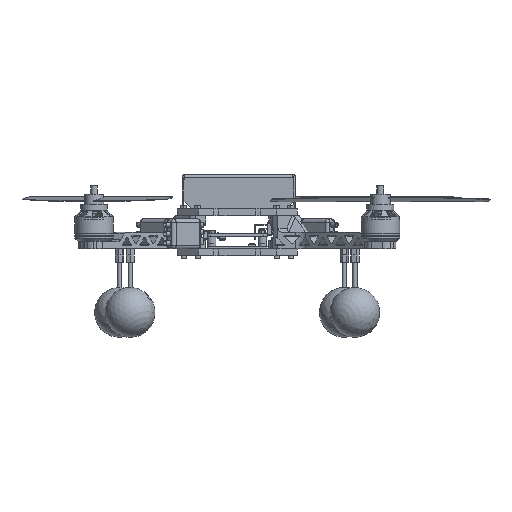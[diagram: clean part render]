
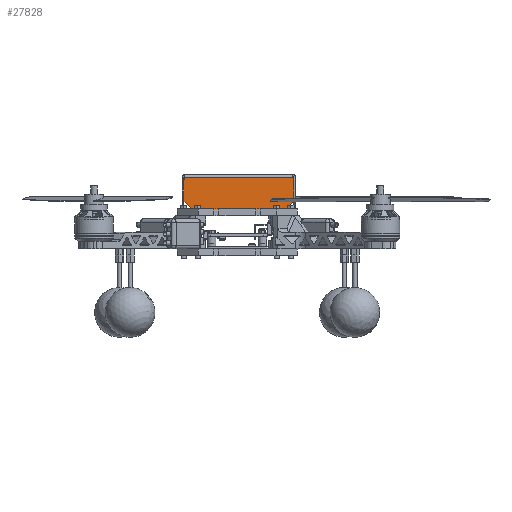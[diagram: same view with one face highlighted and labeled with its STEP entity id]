
A CAD part, front view. The second image highlights one B-rep face of the part: STEP entity #27828.
In plain terms, the highlighted face is planar.
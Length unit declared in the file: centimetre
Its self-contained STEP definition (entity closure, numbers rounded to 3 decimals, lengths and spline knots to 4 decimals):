
#145=B_SPLINE_CURVE_WITH_KNOTS('',3,(#43180,#43181,#43182,#43183,#43184,
#43185),.UNSPECIFIED.,.F.,.U.,(4,2,4),(0.,0.1118,0.2236),
 .UNSPECIFIED.);
#148=B_SPLINE_CURVE_WITH_KNOTS('',3,(#43212,#43213,#43214,#43215,#43216,
#43217),.UNSPECIFIED.,.F.,.U.,(4,2,4),(0.,0.1118,0.2236),
 .UNSPECIFIED.);
#4145=PLANE('',#29662);
#6659=VECTOR('',#35130,1.);
#6662=VECTOR('',#35134,1.);
#6663=VECTOR('',#35135,1.);
#6664=VECTOR('',#35136,1.);
#6665=VECTOR('',#35137,1.);
#6666=VECTOR('',#35138,1.);
#9197=LINE('',#43204,#6659);
#9200=LINE('',#43210,#6662);
#9201=LINE('',#43219,#6663);
#9202=LINE('',#43221,#6664);
#9203=LINE('',#43223,#6665);
#9204=LINE('',#43225,#6666);
#11565=VERTEX_POINT('',#43186);
#11566=VERTEX_POINT('',#43187);
#11569=VERTEX_POINT('',#43205);
#11571=VERTEX_POINT('',#43211);
#11572=VERTEX_POINT('',#43218);
#11573=VERTEX_POINT('',#43220);
#11574=VERTEX_POINT('',#43222);
#11575=VERTEX_POINT('',#43224);
#15763=EDGE_CURVE('',#11565,#11566,#145,.T.);
#15767=EDGE_CURVE('',#11566,#11569,#9197,.T.);
#15770=EDGE_CURVE('',#11571,#11565,#9200,.T.);
#15771=EDGE_CURVE('',#11572,#11571,#148,.T.);
#15772=EDGE_CURVE('',#11573,#11572,#9201,.T.);
#15773=EDGE_CURVE('',#11574,#11573,#9202,.T.);
#15774=EDGE_CURVE('',#11574,#11575,#9203,.T.);
#15775=EDGE_CURVE('',#11569,#11575,#9204,.T.);
#22826=ORIENTED_EDGE('',*,*,#15763,.F.);
#22827=ORIENTED_EDGE('',*,*,#15770,.F.);
#22828=ORIENTED_EDGE('',*,*,#15771,.F.);
#22829=ORIENTED_EDGE('',*,*,#15772,.F.);
#22830=ORIENTED_EDGE('',*,*,#15773,.F.);
#22831=ORIENTED_EDGE('',*,*,#15774,.T.);
#22832=ORIENTED_EDGE('',*,*,#15775,.F.);
#22833=ORIENTED_EDGE('',*,*,#15767,.F.);
#24685=EDGE_LOOP('',(#22826,#22827,#22828,#22829,#22830,#22831,#22832,#22833));
#26402=FACE_BOUND('',#24685,.T.);
#27828=ADVANCED_FACE('',(#26402),#4145,.T.);
#29662=AXIS2_PLACEMENT_3D('',#43209,#35133,$);
#35130=DIRECTION('',(0.,0.,-1.));
#35133=DIRECTION('',(1.,0.,0.));
#35134=DIRECTION('',(0.,1.,0.));
#35135=DIRECTION('',(0.,0.,1.));
#35136=DIRECTION('',(0.,-0.707,0.707));
#35137=DIRECTION('',(0.,1.,0.));
#35138=DIRECTION('',(0.,-0.707,-0.707));
#43180=CARTESIAN_POINT('',(1.8,3.25,-0.05));
#43181=CARTESIAN_POINT('',(1.8,3.2583,-0.0863));
#43182=CARTESIAN_POINT('',(1.8,3.2667,-0.1226));
#43183=CARTESIAN_POINT('',(1.8,3.2833,-0.1953));
#43184=CARTESIAN_POINT('',(1.8,3.2917,-0.2316));
#43185=CARTESIAN_POINT('',(1.8,3.3,-0.2679));
#43186=CARTESIAN_POINT('',(1.8,3.25,-0.05));
#43187=CARTESIAN_POINT('',(1.8,3.3,-0.2679));
#43204=CARTESIAN_POINT('',(1.8,3.3,-0.05));
#43205=CARTESIAN_POINT('',(1.8,3.3,-1.5));
#43209=CARTESIAN_POINT('',(1.8,0.,-0.9924));
#43210=CARTESIAN_POINT('',(1.8,0.,-0.05));
#43211=CARTESIAN_POINT('',(1.8,-3.25,-0.05));
#43212=CARTESIAN_POINT('',(1.8,-3.3,-0.2679));
#43213=CARTESIAN_POINT('',(1.8,-3.2917,-0.2316));
#43214=CARTESIAN_POINT('',(1.8,-3.2833,-0.1953));
#43215=CARTESIAN_POINT('',(1.8,-3.2667,-0.1226));
#43216=CARTESIAN_POINT('',(1.8,-3.2583,-0.0863));
#43217=CARTESIAN_POINT('',(1.8,-3.25,-0.05));
#43218=CARTESIAN_POINT('',(1.8,-3.3,-0.2679));
#43219=CARTESIAN_POINT('',(1.8,-3.3,-2.));
#43220=CARTESIAN_POINT('',(1.8,-3.3,-1.5));
#43221=CARTESIAN_POINT('',(1.8,-2.4769,-2.3231));
#43222=CARTESIAN_POINT('',(1.8,-2.8,-2.));
#43223=CARTESIAN_POINT('',(1.8,3.25,-2.));
#43224=CARTESIAN_POINT('',(1.8,2.8,-2.));
#43225=CARTESIAN_POINT('',(1.8,2.4769,-2.3231));
